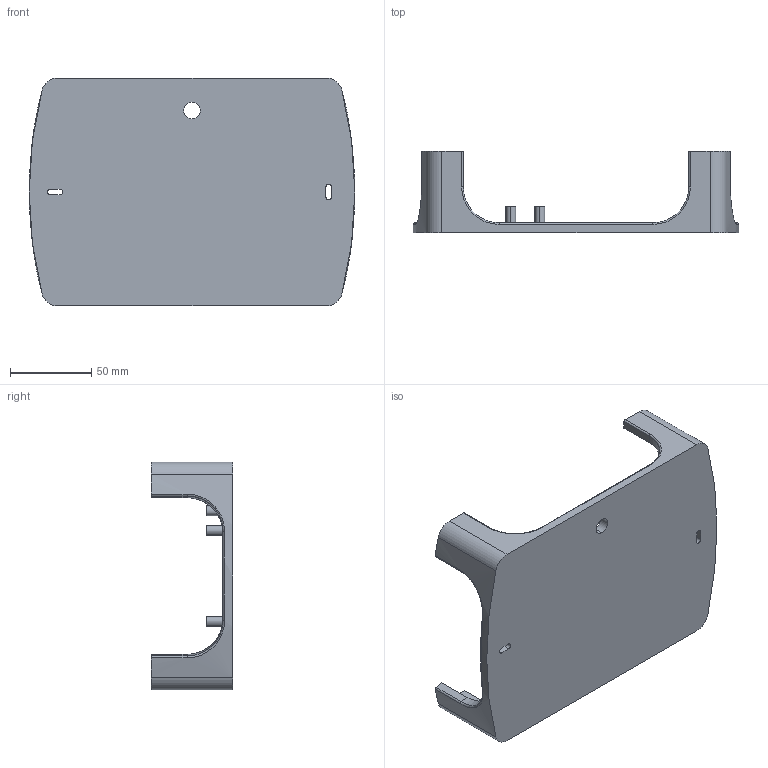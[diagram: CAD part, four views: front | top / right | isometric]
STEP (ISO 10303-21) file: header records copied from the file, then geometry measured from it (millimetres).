
FILE_DESCRIPTION (( 'STEP AP214' ), '1' );
FILE_NAME ('large box open sides.STEP', '2024-02-21T18:53:49', ( '' ), ( '' ), 'SwSTEP 2.0', 'SolidWorks 2017', '' );
FILE_SCHEMA (( 'AUTOMOTIVE_DESIGN' ));
Length unit declared in the file: millimetre
Products named in the file (1): large box open sides
Bounding box: 200 x 50 x 140 mm (x, y, z)
Volume: 212729.6 mm3; surface area: 76138 mm2
Topology: 5 solids, 5 shells, 181 faces, 441 edges, 266 vertices
Faces by surface type: cylinder 99, plane 40, cone 32, torus 6, bspline 4
Entity records: 5917 total; most frequent: CARTESIAN_POINT 1565, DIRECTION 973, ORIENTED_EDGE 834, EDGE_CURVE 417, AXIS2_PLACEMENT_3D 390, VERTEX_POINT 266, CIRCLE 212, EDGE_LOOP 207
